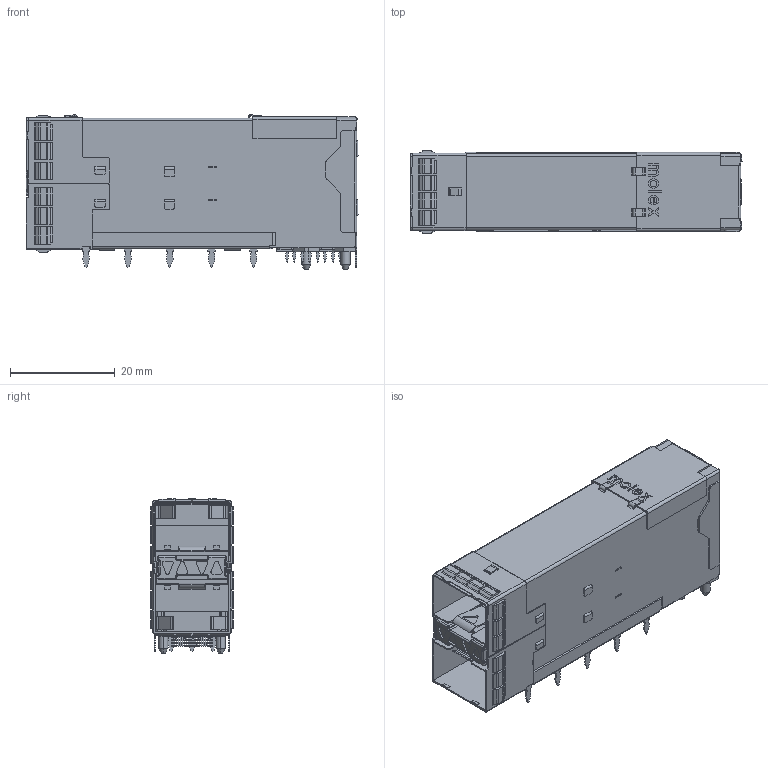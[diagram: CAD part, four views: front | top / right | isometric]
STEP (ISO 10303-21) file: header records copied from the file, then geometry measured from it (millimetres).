
FILE_DESCRIPTION((''),'2;1');
FILE_NAME('760445001','2014-09-03T',('me'),(''),'PRO/ENGINEER BY PARAMETRIC TECHNOLOGY CORPORATION, 2011490','PRO/ENGINEER BY PARAMETRIC TECHNOLOGY CORPORATION, 2011490','');
FILE_SCHEMA(('CONFIG_CONTROL_DESIGN'));
Products named in the file (1): 760445001
Bounding box: 63.5 x 15.79 x 29.6 mm (x, y, z)
Volume: 12373 mm3; surface area: 11621.1 mm2
Topology: 1 solids, 1 shells, 1846 faces, 5360 edges, 3595 vertices
Faces by surface type: plane 1291, cylinder 529, sphere 12, torus 8, cone 4, bspline 2
Entity records: 60921 total; most frequent: CARTESIAN_POINT 11155, ORIENTED_EDGE 10476, DIRECTION 10163, EDGE_CURVE 5238, VECTOR 4077, LINE 4077, VERTEX_POINT 3485, AXIS2_PLACEMENT_3D 3043
